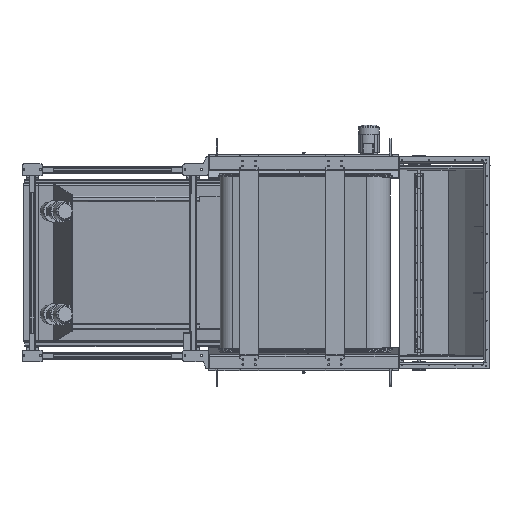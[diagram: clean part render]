
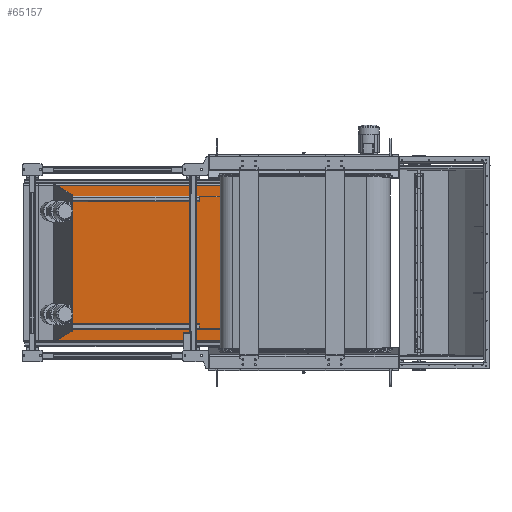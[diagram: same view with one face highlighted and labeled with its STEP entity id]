
A CAD part, front view. The second image highlights one B-rep face of the part: STEP entity #65157.
In plain terms, the highlighted face is planar.
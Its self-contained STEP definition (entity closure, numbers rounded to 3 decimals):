
#4438=FACE_OUTER_BOUND('',#8406,.T.);
#8406=EDGE_LOOP('',(#50036,#50037,#50038,#50039,#50040,#50041,#50042,#50043,
#50044,#50045,#50046,#50047));
#13612=LINE('',#117873,#20446);
#13616=LINE('',#117881,#20450);
#13623=LINE('',#117894,#20457);
#13655=LINE('',#118749,#20489);
#13656=LINE('',#118751,#20490);
#13657=LINE('',#118753,#20491);
#13658=LINE('',#118755,#20492);
#13659=LINE('',#118757,#20493);
#13660=LINE('',#118759,#20494);
#13661=LINE('',#118761,#20495);
#13662=LINE('',#118763,#20496);
#13663=LINE('',#118764,#20497);
#20446=VECTOR('',#89665,10.);
#20450=VECTOR('',#89671,10.);
#20457=VECTOR('',#89680,10.);
#20489=VECTOR('',#89746,10.);
#20490=VECTOR('',#89747,10.);
#20491=VECTOR('',#89748,10.);
#20492=VECTOR('',#89749,10.);
#20493=VECTOR('',#89750,10.);
#20494=VECTOR('',#89751,10.);
#20495=VECTOR('',#89752,10.);
#20496=VECTOR('',#89753,10.);
#20497=VECTOR('',#89754,10.);
#27099=VERTEX_POINT('',#117871);
#27100=VERTEX_POINT('',#117872);
#27103=VERTEX_POINT('',#117880);
#27108=VERTEX_POINT('',#117892);
#27130=VERTEX_POINT('',#118748);
#27131=VERTEX_POINT('',#118750);
#27132=VERTEX_POINT('',#118752);
#27133=VERTEX_POINT('',#118754);
#27134=VERTEX_POINT('',#118756);
#27135=VERTEX_POINT('',#118758);
#27136=VERTEX_POINT('',#118760);
#27137=VERTEX_POINT('',#118762);
#35191=EDGE_CURVE('',#27099,#27100,#13612,.T.);
#35195=EDGE_CURVE('',#27103,#27099,#13616,.T.);
#35202=EDGE_CURVE('',#27100,#27108,#13623,.T.);
#35250=EDGE_CURVE('',#27108,#27130,#13655,.T.);
#35251=EDGE_CURVE('',#27130,#27131,#13656,.T.);
#35252=EDGE_CURVE('',#27131,#27132,#13657,.T.);
#35253=EDGE_CURVE('',#27133,#27132,#13658,.T.);
#35254=EDGE_CURVE('',#27133,#27134,#13659,.T.);
#35255=EDGE_CURVE('',#27134,#27135,#13660,.T.);
#35256=EDGE_CURVE('',#27135,#27136,#13661,.T.);
#35257=EDGE_CURVE('',#27136,#27137,#13662,.T.);
#35258=EDGE_CURVE('',#27137,#27103,#13663,.T.);
#50036=ORIENTED_EDGE('',*,*,#35195,.T.);
#50037=ORIENTED_EDGE('',*,*,#35191,.T.);
#50038=ORIENTED_EDGE('',*,*,#35202,.T.);
#50039=ORIENTED_EDGE('',*,*,#35250,.T.);
#50040=ORIENTED_EDGE('',*,*,#35251,.T.);
#50041=ORIENTED_EDGE('',*,*,#35252,.T.);
#50042=ORIENTED_EDGE('',*,*,#35253,.F.);
#50043=ORIENTED_EDGE('',*,*,#35254,.T.);
#50044=ORIENTED_EDGE('',*,*,#35255,.T.);
#50045=ORIENTED_EDGE('',*,*,#35256,.T.);
#50046=ORIENTED_EDGE('',*,*,#35257,.T.);
#50047=ORIENTED_EDGE('',*,*,#35258,.T.);
#62373=PLANE('',#77264);
#65157=ADVANCED_FACE('',(#4438),#62373,.T.);
#77264=AXIS2_PLACEMENT_3D('',#118747,#89744,#89745);
#89665=DIRECTION('',(0.,1.,0.));
#89671=DIRECTION('',(0.997,0.,-0.082));
#89680=DIRECTION('',(-0.997,0.,0.082));
#89744=DIRECTION('center_axis',(-0.082,0.,
-0.997));
#89745=DIRECTION('ref_axis',(-0.997,0.,0.082));
#89746=DIRECTION('',(0.,1.,0.));
#89747=DIRECTION('',(0.997,0.,-0.082));
#89748=DIRECTION('',(0.,-1.,0.));
#89749=DIRECTION('',(0.997,0.,-0.082));
#89750=DIRECTION('',(0.,1.,0.));
#89751=DIRECTION('',(0.997,0.,-0.082));
#89752=DIRECTION('',(0.,1.,0.));
#89753=DIRECTION('',(-0.997,0.,0.082));
#89754=DIRECTION('',(0.,1.,0.));
#117871=CARTESIAN_POINT('',(2306.333,799.,-219.438));
#117872=CARTESIAN_POINT('',(2306.333,805.,-219.438));
#117873=CARTESIAN_POINT('',(2306.333,402.5,-219.438));
#117880=CARTESIAN_POINT('',(265.191,799.,-51.984));
#117881=CARTESIAN_POINT('',(509.894,799.,-72.06));
#117892=CARTESIAN_POINT('',(265.191,805.,-51.984));
#117894=CARTESIAN_POINT('',(509.894,805.,-72.06));
#118747=CARTESIAN_POINT('Origin',(-112.202,0.,
-21.024));
#118748=CARTESIAN_POINT('',(265.191,940.,-51.984));
#118749=CARTESIAN_POINT('',(265.191,0.,-51.984));
#118750=CARTESIAN_POINT('',(2479.093,940.,-233.611));
#118751=CARTESIAN_POINT('',(-112.202,940.,-21.024));
#118752=CARTESIAN_POINT('',(2479.093,-940.,-233.611));
#118753=CARTESIAN_POINT('',(2479.093,-940.,-233.611));
#118754=CARTESIAN_POINT('',(265.191,-940.,-51.984));
#118755=CARTESIAN_POINT('',(-112.202,-940.,-21.024));
#118756=CARTESIAN_POINT('',(265.191,-805.,-51.984));
#118757=CARTESIAN_POINT('',(265.191,0.,-51.984));
#118758=CARTESIAN_POINT('',(2306.333,-805.,-219.438));
#118759=CARTESIAN_POINT('',(509.894,-805.,-72.06));
#118760=CARTESIAN_POINT('',(2306.333,-799.,-219.438));
#118761=CARTESIAN_POINT('',(2306.333,-402.5,-219.438));
#118762=CARTESIAN_POINT('',(265.191,-799.,-51.984));
#118763=CARTESIAN_POINT('',(509.894,-799.,-72.06));
#118764=CARTESIAN_POINT('',(265.191,0.,-51.984));
